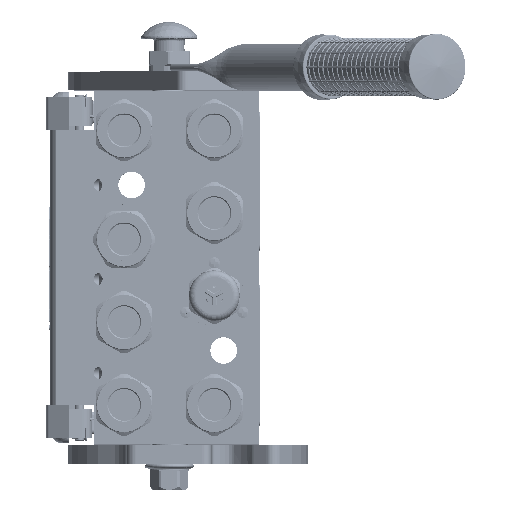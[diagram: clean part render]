
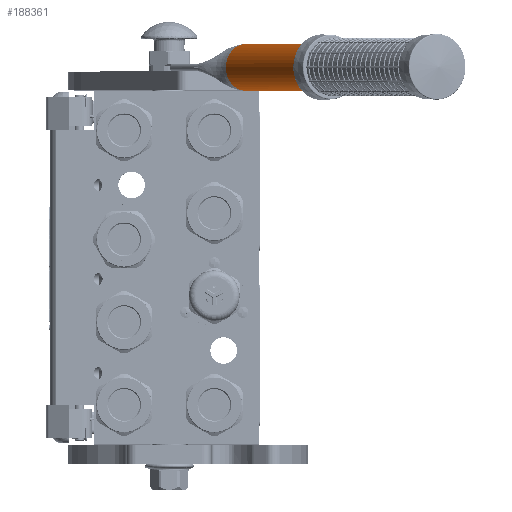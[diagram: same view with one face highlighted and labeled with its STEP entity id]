
A CAD part, top view. The second image highlights one B-rep face of the part: STEP entity #188361.
In plain terms, the highlighted cylindrical face has radius 12.5 mm (diameter 25 mm), a partial arc.
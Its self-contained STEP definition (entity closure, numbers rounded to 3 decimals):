
#1124 = VECTOR ( 'NONE', #79758, 1000. ) ;
#6189 = CIRCLE ( 'NONE', #166851, 12.5 ) ;
#8099 = CARTESIAN_POINT ( 'NONE',  ( -12.481, 0.178, -0.683 ) ) ;
#16093 = CARTESIAN_POINT ( 'NONE',  ( 0., 0., 0. ) ) ;
#16917 = CARTESIAN_POINT ( 'NONE',  ( 12.468, 0.136, -0.889 ) ) ;
#22985 = AXIS2_PLACEMENT_3D ( 'NONE', #103858, #141479, #85560 ) ;
#28356 = CARTESIAN_POINT ( 'NONE',  ( 0., 0., 0. ) ) ;
#36878 = CARTESIAN_POINT ( 'NONE',  ( 12.478, 0.167, -0.748 ) ) ;
#38584 = CARTESIAN_POINT ( 'NONE',  ( 12.441, 0.049, -1.219 ) ) ;
#40146 = VERTEX_POINT ( 'NONE', #77037 ) ;
#41863 = FACE_OUTER_BOUND ( 'NONE', #186296, .T. ) ;
#43386 = ORIENTED_EDGE ( 'NONE', *, *, #46529, .T. ) ;
#45219 = CARTESIAN_POINT ( 'NONE',  ( -12.426, 0., -1.36 ) ) ;
#46529 = EDGE_CURVE ( 'NONE', #105073, #75223, #6189, .T. ) ;
#48986 = CARTESIAN_POINT ( 'NONE',  ( -12.492, 0.214, -0.452 ) ) ;
#55368 = CIRCLE ( 'NONE', #76264, 12.5 ) ;
#55941 = DIRECTION ( 'NONE',  ( 0.994, 0., -0.109 ) ) ;
#58423 = EDGE_CURVE ( 'NONE', #161862, #130114, #107127, .T. ) ;
#64760 = CARTESIAN_POINT ( 'NONE',  ( -12.5, 0.24, 0. ) ) ;
#69117 = EDGE_CURVE ( 'NONE', #206255, #75223, #189256, .T. ) ;
#70637 = EDGE_CURVE ( 'NONE', #206255, #118758, #72608, .T. ) ;
#72608 = LINE ( 'NONE', #171087, #231826 ) ;
#75223 = VERTEX_POINT ( 'NONE', #45219 ) ;
#75242 = ORIENTED_EDGE ( 'NONE', *, *, #176075, .F. ) ;
#76264 = AXIS2_PLACEMENT_3D ( 'NONE', #28356, #183546, #148585 ) ;
#77037 = CARTESIAN_POINT ( 'NONE',  ( 12.426, 0., -1.36 ) ) ;
#77777 = CARTESIAN_POINT ( 'NONE',  ( 12.5, 0.24, -0.216 ) ) ;
#79471 = CARTESIAN_POINT ( 'NONE',  ( 12.494, 0.221, -0.449 ) ) ;
#79758 = DIRECTION ( 'NONE',  ( 0., 1., 0. ) ) ;
#85560 = DIRECTION ( 'NONE',  ( 1., 0., 0. ) ) ;
#89030 = CARTESIAN_POINT ( 'NONE',  ( -12.482, 0.18, -0.676 ) ) ;
#98688 = CARTESIAN_POINT ( 'NONE',  ( 12.474, 0.155, -0.804 ) ) ;
#103858 = CARTESIAN_POINT ( 'NONE',  ( 0., 198., 0. ) ) ;
#105073 = VERTEX_POINT ( 'NONE', #166323 ) ;
#107127 = LINE ( 'NONE', #193241, #1124 ) ;
#109079 = CARTESIAN_POINT ( 'NONE',  ( -12.484, 0.186, -0.638 ) ) ;
#109931 = CARTESIAN_POINT ( 'NONE',  ( -12.482, 0.182, -0.665 ) ) ;
#110688 = EDGE_CURVE ( 'NONE', #40146, #105073, #55368, .T. ) ;
#113434 = DIRECTION ( 'NONE',  ( 0., 1., 0. ) ) ;
#116016 = CARTESIAN_POINT ( 'NONE',  ( 0., 0., 0. ) ) ;
#116085 = CIRCLE ( 'NONE', #22985, 12.5 ) ;
#116164 = ORIENTED_EDGE ( 'NONE', *, *, #232234, .F. ) ;
#116529 = ORIENTED_EDGE ( 'NONE', *, *, #58423, .F. ) ;
#118758 = VERTEX_POINT ( 'NONE', #120684 ) ;
#120684 = CARTESIAN_POINT ( 'NONE',  ( -12.5, 198., 0. ) ) ;
#125744 = CARTESIAN_POINT ( 'NONE',  ( -12.5, 0.24, -0.108 ) ) ;
#130114 = VERTEX_POINT ( 'NONE', #159598 ) ;
#141479 = DIRECTION ( 'NONE',  ( 0., 1., 0. ) ) ;
#148585 = DIRECTION ( 'NONE',  ( 0.994, 0., -0.109 ) ) ;
#149258 = ORIENTED_EDGE ( 'NONE', *, *, #70637, .T. ) ;
#150068 = CARTESIAN_POINT ( 'NONE',  ( -12.494, 0.22, -0.394 ) ) ;
#156370 = CARTESIAN_POINT ( 'NONE',  ( 12.471, 0.146, -0.847 ) ) ;
#159598 = CARTESIAN_POINT ( 'NONE',  ( 12.5, 198., 0. ) ) ;
#159832 = CARTESIAN_POINT ( 'NONE',  ( 12.466, 0.127, -0.927 ) ) ;
#161862 = VERTEX_POINT ( 'NONE', #174924 ) ;
#162952 = CARTESIAN_POINT ( 'NONE',  ( -12.5, 0.24, 0. ) ) ;
#163535 = CYLINDRICAL_SURFACE ( 'NONE', #218908, 12.5 ) ;
#166323 = CARTESIAN_POINT ( 'NONE',  ( 0., 0., -12.5 ) ) ;
#166851 = AXIS2_PLACEMENT_3D ( 'NONE', #116016, #113434, #55941 ) ;
#168508 = CARTESIAN_POINT ( 'NONE',  ( -12.499, 0.235, -0.221 ) ) ;
#169341 = CARTESIAN_POINT ( 'NONE',  ( -12.486, 0.195, -0.586 ) ) ;
#171087 = CARTESIAN_POINT ( 'NONE',  ( -12.5, 0.24, 0. ) ) ;
#174924 = CARTESIAN_POINT ( 'NONE',  ( 12.5, 0.24, 0. ) ) ;
#176075 = EDGE_CURVE ( 'NONE', #40146, #161862, #199134, .T. ) ;
#177305 = CARTESIAN_POINT ( 'NONE',  ( 12.426, 0., -1.36 ) ) ;
#178154 = CARTESIAN_POINT ( 'NONE',  ( 12.452, 0.083, -1.1 ) ) ;
#183546 = DIRECTION ( 'NONE',  ( 0., 1., 0. ) ) ;
#186296 = EDGE_LOOP ( 'NONE', ( #255687, #43386, #247800, #149258, #116164, #116529, #75242 ) ) ;
#188361 = ADVANCED_FACE ( 'NONE', ( #41863 ), #163535, .T. ) ;
#189256 = B_SPLINE_CURVE_WITH_KNOTS ( 'NONE', 3,
 ( #64760, #125744, #168508, #150068, #48986, #247043, #169341, #109079, #109931, #89030, #8099, #206899, #248715, #228645, #226109 ),
 .UNSPECIFIED., .F., .F.,
 ( 4, 2, 2, 1, 1, 1, 2, 2, 4 ),
 ( 0., 0.25, 0.375, 0.438, 0.469, 0.484, 0.492, 0.5, 1. ),
 .UNSPECIFIED. ) ;
#193241 = CARTESIAN_POINT ( 'NONE',  ( 12.5, 0.24, 0. ) ) ;
#193958 = DIRECTION ( 'NONE',  ( 1., 0., 0. ) ) ;
#197374 = CARTESIAN_POINT ( 'NONE',  ( 12.464, 0.121, -0.953 ) ) ;
#198210 = CARTESIAN_POINT ( 'NONE',  ( 12.466, 0.13, -0.917 ) ) ;
#199072 = CARTESIAN_POINT ( 'NONE',  ( 12.461, 0.114, -0.981 ) ) ;
#199134 = B_SPLINE_CURVE_WITH_KNOTS ( 'NONE', 3,
 ( #177305, #38584, #178154, #199072, #197374, #159832, #198210, #255825, #16917, #156370, #98688, #36878, #218230, #79471, #77777, #219100 ),
 .UNSPECIFIED., .F., .F.,
 ( 4, 2, 1, 2, 2, 1, 2, 2, 4 ),
 ( 0., 0.25, 0.313, 0.328, 0.344, 0.375, 0.438, 0.5, 1. ),
 .UNSPECIFIED. ) ;
#206255 = VERTEX_POINT ( 'NONE', #162952 ) ;
#206899 = CARTESIAN_POINT ( 'NONE',  ( -12.481, 0.178, -0.688 ) ) ;
#210307 = DIRECTION ( 'NONE',  ( 0., 1., 0. ) ) ;
#216557 = DIRECTION ( 'NONE',  ( 0., -1., 0. ) ) ;
#218230 = CARTESIAN_POINT ( 'NONE',  ( 12.479, 0.172, -0.721 ) ) ;
#218908 = AXIS2_PLACEMENT_3D ( 'NONE', #16093, #216557, #193958 ) ;
#219100 = CARTESIAN_POINT ( 'NONE',  ( 12.5, 0.24, 0. ) ) ;
#226109 = CARTESIAN_POINT ( 'NONE',  ( -12.426, 0., -1.36 ) ) ;
#228645 = CARTESIAN_POINT ( 'NONE',  ( -12.456, 0.096, -1.087 ) ) ;
#231826 = VECTOR ( 'NONE', #210307, 1000. ) ;
#232234 = EDGE_CURVE ( 'NONE', #130114, #118758, #116085, .T. ) ;
#247043 = CARTESIAN_POINT ( 'NONE',  ( -12.488, 0.202, -0.541 ) ) ;
#247800 = ORIENTED_EDGE ( 'NONE', *, *, #69117, .F. ) ;
#248715 = CARTESIAN_POINT ( 'NONE',  ( -12.472, 0.146, -0.859 ) ) ;
#255687 = ORIENTED_EDGE ( 'NONE', *, *, #110688, .T. ) ;
#255825 = CARTESIAN_POINT ( 'NONE',  ( 12.467, 0.131, -0.91 ) ) ;
